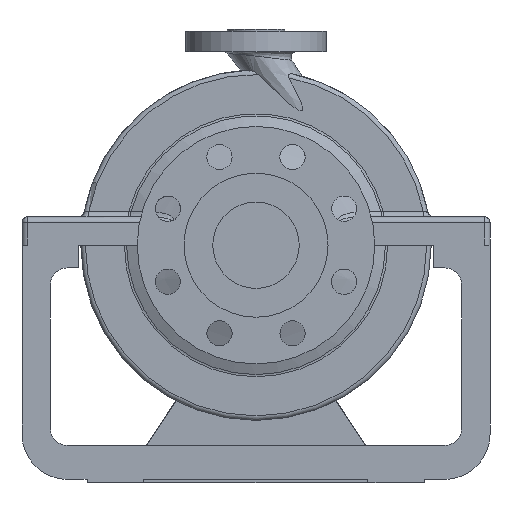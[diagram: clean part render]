
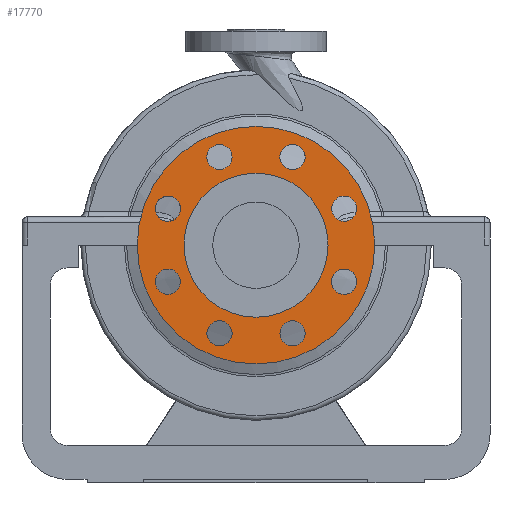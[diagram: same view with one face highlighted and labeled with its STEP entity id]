
A CAD part, front view. The second image highlights one B-rep face of the part: STEP entity #17770.
In plain terms, the highlighted planar face has unit normal (0, -1, 0).
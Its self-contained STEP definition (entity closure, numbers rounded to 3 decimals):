
#1157=CIRCLE('',#18595,11.113);
#1158=CIRCLE('',#18596,11.113);
#1159=CIRCLE('',#18597,11.113);
#1160=CIRCLE('',#18598,11.113);
#1161=CIRCLE('',#18599,104.75);
#1162=CIRCLE('',#18600,63.5);
#1163=CIRCLE('',#18601,11.113);
#1164=CIRCLE('',#18602,11.113);
#1165=CIRCLE('',#18603,11.113);
#1166=CIRCLE('',#18604,11.113);
#1704=ORIENTED_EDGE('',*,*,#5486,.T.);
#1705=ORIENTED_EDGE('',*,*,#5487,.T.);
#1706=ORIENTED_EDGE('',*,*,#5488,.T.);
#1707=ORIENTED_EDGE('',*,*,#5489,.T.);
#1708=ORIENTED_EDGE('',*,*,#5490,.T.);
#1709=ORIENTED_EDGE('',*,*,#5491,.F.);
#1710=ORIENTED_EDGE('',*,*,#5492,.T.);
#1711=ORIENTED_EDGE('',*,*,#5493,.T.);
#1712=ORIENTED_EDGE('',*,*,#5494,.T.);
#1713=ORIENTED_EDGE('',*,*,#5495,.T.);
#5486=EDGE_CURVE('',#7376,#7376,#1157,.T.);
#5487=EDGE_CURVE('',#7377,#7377,#1158,.T.);
#5488=EDGE_CURVE('',#7378,#7378,#1159,.T.);
#5489=EDGE_CURVE('',#7379,#7379,#1160,.T.);
#5490=EDGE_CURVE('',#7380,#7380,#1161,.T.);
#5491=EDGE_CURVE('',#7381,#7381,#1162,.T.);
#5492=EDGE_CURVE('',#7382,#7382,#1163,.T.);
#5493=EDGE_CURVE('',#7383,#7383,#1164,.T.);
#5494=EDGE_CURVE('',#7384,#7384,#1165,.T.);
#5495=EDGE_CURVE('',#7385,#7385,#1166,.T.);
#7376=VERTEX_POINT('',#23478);
#7377=VERTEX_POINT('',#23480);
#7378=VERTEX_POINT('',#23482);
#7379=VERTEX_POINT('',#23484);
#7380=VERTEX_POINT('',#23486);
#7381=VERTEX_POINT('',#23488);
#7382=VERTEX_POINT('',#23490);
#7383=VERTEX_POINT('',#23492);
#7384=VERTEX_POINT('',#23494);
#7385=VERTEX_POINT('',#23496);
#10065=EDGE_LOOP('',(#1704));
#10066=EDGE_LOOP('',(#1705));
#10067=EDGE_LOOP('',(#1706));
#10068=EDGE_LOOP('',(#1707));
#10069=EDGE_LOOP('',(#1708));
#10070=EDGE_LOOP('',(#1709));
#10071=EDGE_LOOP('',(#1710));
#10072=EDGE_LOOP('',(#1711));
#10073=EDGE_LOOP('',(#1712));
#10074=EDGE_LOOP('',(#1713));
#10966=FACE_BOUND('',#10065,.T.);
#10967=FACE_BOUND('',#10066,.T.);
#10968=FACE_BOUND('',#10067,.T.);
#10969=FACE_BOUND('',#10068,.T.);
#10970=FACE_BOUND('',#10069,.T.);
#10971=FACE_BOUND('',#10070,.T.);
#10972=FACE_BOUND('',#10071,.T.);
#10973=FACE_BOUND('',#10072,.T.);
#10974=FACE_BOUND('',#10073,.T.);
#10975=FACE_BOUND('',#10074,.T.);
#11865=PLANE('',#18594);
#17770=ADVANCED_FACE('',(#10966,#10967,#10968,#10969,#10970,#10971,#10972,
#10973,#10974,#10975),#11865,.T.);
#18594=AXIS2_PLACEMENT_3D('',#23476,#19898,#19899);
#18595=AXIS2_PLACEMENT_3D('',#23477,#19900,#19901);
#18596=AXIS2_PLACEMENT_3D('',#23479,#19902,#19903);
#18597=AXIS2_PLACEMENT_3D('',#23481,#19904,#19905);
#18598=AXIS2_PLACEMENT_3D('',#23483,#19906,#19907);
#18599=AXIS2_PLACEMENT_3D('',#23485,#19908,#19909);
#18600=AXIS2_PLACEMENT_3D('',#23487,#19910,#19911);
#18601=AXIS2_PLACEMENT_3D('',#23489,#19912,#19913);
#18602=AXIS2_PLACEMENT_3D('',#23491,#19914,#19915);
#18603=AXIS2_PLACEMENT_3D('',#23493,#19916,#19917);
#18604=AXIS2_PLACEMENT_3D('',#23495,#19918,#19919);
#19898=DIRECTION('',(0.,-1.,0.));
#19899=DIRECTION('',(1.,0.,0.));
#19900=DIRECTION('',(0.,1.,0.));
#19901=DIRECTION('',(0.,0.,-1.));
#19902=DIRECTION('',(0.,1.,0.));
#19903=DIRECTION('',(-1.,0.,0.));
#19904=DIRECTION('',(0.,1.,0.));
#19905=DIRECTION('',(0.,0.,1.));
#19906=DIRECTION('',(0.,1.,0.));
#19907=DIRECTION('',(1.,0.,0.));
#19908=DIRECTION('',(0.,-1.,0.));
#19909=DIRECTION('',(1.,0.,0.));
#19910=DIRECTION('',(0.,-1.,0.));
#19911=DIRECTION('',(1.,0.,0.));
#19912=DIRECTION('',(0.,1.,0.));
#19913=DIRECTION('',(0.707,0.,0.707));
#19914=DIRECTION('',(0.,1.,0.));
#19915=DIRECTION('',(-0.707,0.,0.707));
#19916=DIRECTION('',(0.,1.,0.));
#19917=DIRECTION('',(-0.707,0.,-0.707));
#19918=DIRECTION('',(0.,1.,0.));
#19919=DIRECTION('',(0.707,0.,-0.707));
#23476=CARTESIAN_POINT('',(0.,-99.6,63.5));
#23477=CARTESIAN_POINT('',(77.733,-99.6,32.198));
#23478=CARTESIAN_POINT('',(77.733,-99.6,21.086));
#23479=CARTESIAN_POINT('',(32.198,-99.6,-77.733));
#23480=CARTESIAN_POINT('',(21.086,-99.6,-77.733));
#23481=CARTESIAN_POINT('',(-77.733,-99.6,-32.198));
#23482=CARTESIAN_POINT('',(-77.733,-99.6,-21.086));
#23483=CARTESIAN_POINT('',(-32.198,-99.6,77.733));
#23484=CARTESIAN_POINT('',(-21.086,-99.6,77.733));
#23485=CARTESIAN_POINT('',(0.,-99.6,0.));
#23486=CARTESIAN_POINT('',(104.75,-99.6,0.));
#23487=CARTESIAN_POINT('',(0.,-99.6,0.));
#23488=CARTESIAN_POINT('',(63.5,-99.6,0.));
#23489=CARTESIAN_POINT('',(-77.733,-99.6,32.198));
#23490=CARTESIAN_POINT('',(-69.875,-99.6,40.056));
#23491=CARTESIAN_POINT('',(-32.198,-99.6,-77.733));
#23492=CARTESIAN_POINT('',(-40.056,-99.6,-69.875));
#23493=CARTESIAN_POINT('',(77.733,-99.6,-32.198));
#23494=CARTESIAN_POINT('',(69.875,-99.6,-40.056));
#23495=CARTESIAN_POINT('',(32.198,-99.6,77.733));
#23496=CARTESIAN_POINT('',(40.056,-99.6,69.875));
